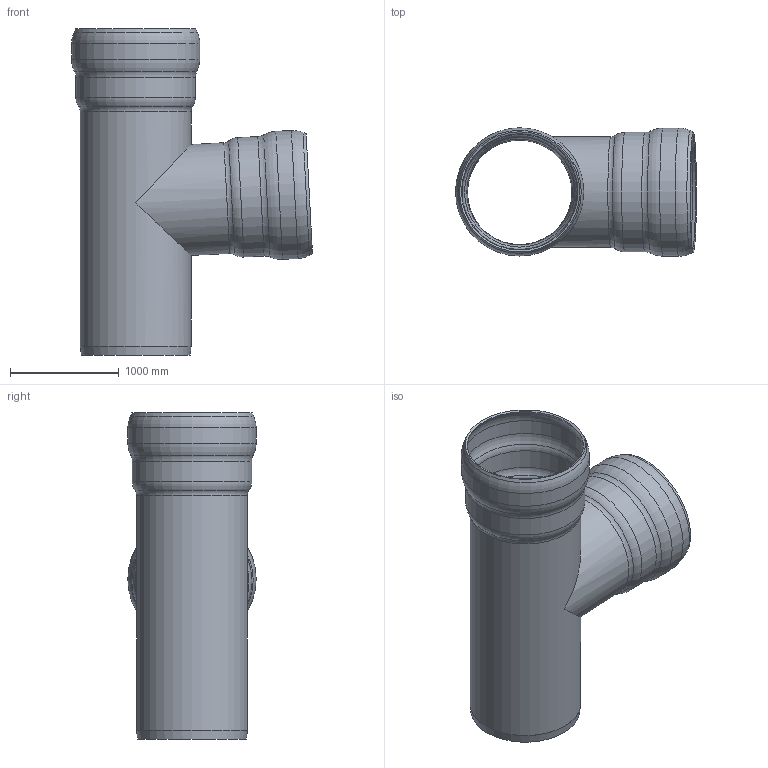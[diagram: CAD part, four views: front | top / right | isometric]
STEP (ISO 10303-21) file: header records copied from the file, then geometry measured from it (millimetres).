
FILE_DESCRIPTION(/* description */ (''),/* implementation_level */ '2;1');
FILE_NAME(/* name */ '00200.DD0O_3D.stp',/* time_stamp */ '2025-07-29T09:31:18+02:00',/* author */ ('c.rudolph'),/* organization */ (''),/* preprocessor_version */ 'ST-DEVELOPER v20',/* originating_system */ 'AutoCAD Mechanical',/* authorisation */ '');
FILE_SCHEMA (('AUTOMOTIVE_DESIGN { 1 0 10303 214 3 1 1 }'));
Length unit declared in the file: centimetre
Products named in the file (2): Product; *S0
Assembly tree (1 placements, depth 2):
  Product
    *S0
Bounding box: 2216.76 x 1180 x 3000 mm (x, y, z)
Volume: 261448978.9 mm3; surface area: 26520909.1 mm2
Topology: 2 solids, 2 shells, 47 faces, 129 edges, 82 vertices
Faces by surface type: torus 22, cylinder 12, cone 9, plane 4
Full cylindrical faces by diameter (mm): 980 x2, 1020 x2, 1060 x2, 1100 x2, 1140 x2, 1180 x2
Entity records: 1609 total; most frequent: DIRECTION 329, CARTESIAN_POINT 261, ORIENTED_EDGE 254, AXIS2_PLACEMENT_3D 150, EDGE_CURVE 127, CIRCLE 92, VERTEX_POINT 78, FACE_OUTER_BOUND 47
